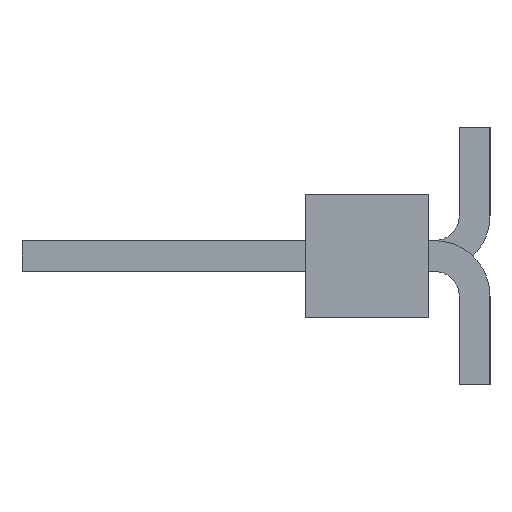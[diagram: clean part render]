
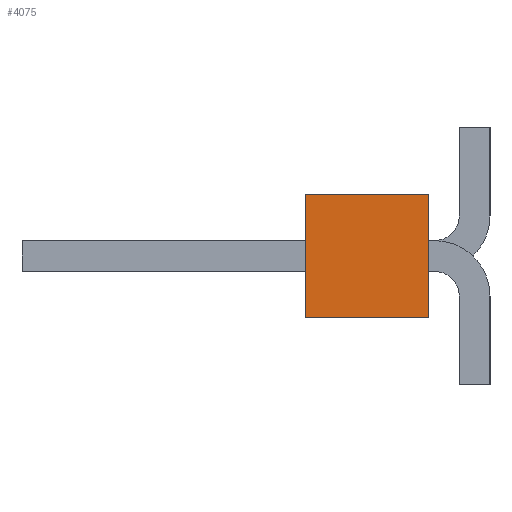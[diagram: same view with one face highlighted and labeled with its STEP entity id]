
A CAD part, left-side view. The second image highlights one B-rep face of the part: STEP entity #4075.
In plain terms, the highlighted planar face has unit normal (-1, 0, 0).
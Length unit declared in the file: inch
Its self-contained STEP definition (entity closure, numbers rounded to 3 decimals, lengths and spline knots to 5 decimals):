
#927=ORIENTED_EDGE('',*,*,#1713,.T.);
#928=ORIENTED_EDGE('',*,*,#1746,.F.);
#929=ORIENTED_EDGE('',*,*,#1566,.F.);
#930=ORIENTED_EDGE('',*,*,#1716,.T.);
#1566=EDGE_CURVE('',#2042,#2043,#2494,.T.);
#1713=EDGE_CURVE('',#2190,#2189,#2641,.T.);
#1716=EDGE_CURVE('',#2042,#2190,#2644,.T.);
#1746=EDGE_CURVE('',#2043,#2189,#2674,.T.);
#2042=VERTEX_POINT('',#6136);
#2043=VERTEX_POINT('',#6138);
#2189=VERTEX_POINT('',#6431);
#2190=VERTEX_POINT('',#6433);
#2494=LINE('',#6137,#3038);
#2641=LINE('',#6432,#3185);
#2644=LINE('',#6437,#3188);
#2674=LINE('',#6482,#3218);
#3038=VECTOR('',#5020,39.37008);
#3185=VECTOR('',#5169,39.37008);
#3188=VECTOR('',#5174,39.37008);
#3218=VECTOR('',#5234,39.37008);
#3439=EDGE_LOOP('',(#927,#928,#929,#930));
#3675=FACE_BOUND('',#3439,.T.);
#3867=PLANE('',#4342);
#4075=ADVANCED_FACE('',(#3675),#3867,.F.);
#4342=AXIS2_PLACEMENT_3D('',#6483,#5235,#5236);
#5020=DIRECTION('',(0.,0.,1.));
#5169=DIRECTION('',(0.,0.,1.));
#5174=DIRECTION('',(0.,-1.,0.));
#5234=DIRECTION('',(0.,-1.,0.));
#5235=DIRECTION('',(1.,0.,0.));
#5236=DIRECTION('',(0.,0.,-1.));
#6136=CARTESIAN_POINT('',(-0.4,0.05,-0.05));
#6137=CARTESIAN_POINT('',(-0.4,0.05,-0.05));
#6138=CARTESIAN_POINT('',(-0.4,0.05,0.05));
#6431=CARTESIAN_POINT('',(-0.4,-0.05,0.05));
#6432=CARTESIAN_POINT('',(-0.4,-0.05,-0.05));
#6433=CARTESIAN_POINT('',(-0.4,-0.05,-0.05));
#6437=CARTESIAN_POINT('',(-0.4,0.05,-0.05));
#6482=CARTESIAN_POINT('',(-0.4,0.05,0.05));
#6483=CARTESIAN_POINT('',(-0.4,0.05,-0.05));
